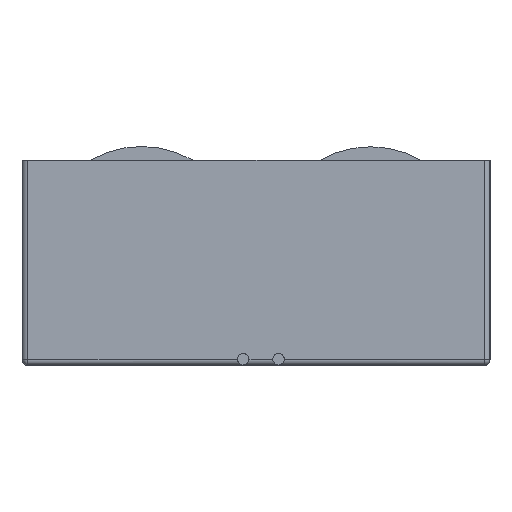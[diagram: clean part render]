
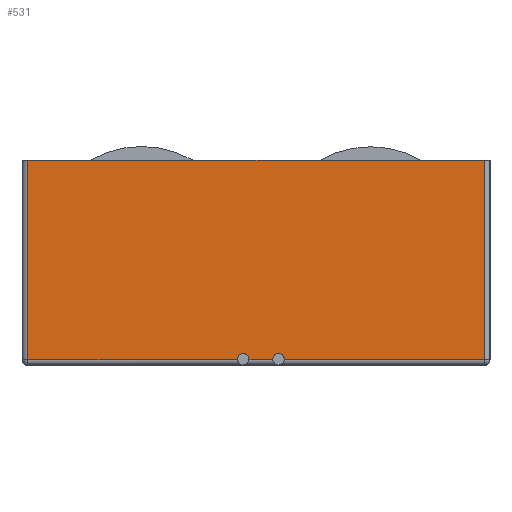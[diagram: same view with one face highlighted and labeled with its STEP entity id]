
A CAD part, left-side view. The second image highlights one B-rep face of the part: STEP entity #531.
In plain terms, the highlighted planar face has unit normal (-1, 0, 0).
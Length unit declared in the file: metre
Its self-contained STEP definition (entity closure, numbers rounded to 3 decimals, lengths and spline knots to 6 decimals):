
#34=CIRCLE('',#606,0.0005);
#35=CIRCLE('',#607,0.0005);
#94=ORIENTED_EDGE('',*,*,#234,.T.);
#95=ORIENTED_EDGE('',*,*,#235,.T.);
#96=ORIENTED_EDGE('',*,*,#236,.T.);
#97=ORIENTED_EDGE('',*,*,#237,.F.);
#98=ORIENTED_EDGE('',*,*,#238,.T.);
#99=ORIENTED_EDGE('',*,*,#239,.F.);
#100=ORIENTED_EDGE('',*,*,#240,.T.);
#101=ORIENTED_EDGE('',*,*,#241,.T.);
#234=EDGE_CURVE('',#302,#303,#352,.T.);
#235=EDGE_CURVE('',#303,#304,#353,.T.);
#236=EDGE_CURVE('',#304,#305,#354,.F.);
#237=EDGE_CURVE('',#306,#305,#34,.T.);
#238=EDGE_CURVE('',#306,#307,#355,.F.);
#239=EDGE_CURVE('',#308,#307,#35,.T.);
#240=EDGE_CURVE('',#308,#309,#356,.F.);
#241=EDGE_CURVE('',#309,#302,#357,.F.);
#302=VERTEX_POINT('',#908);
#303=VERTEX_POINT('',#909);
#304=VERTEX_POINT('',#911);
#305=VERTEX_POINT('',#913);
#306=VERTEX_POINT('',#915);
#307=VERTEX_POINT('',#917);
#308=VERTEX_POINT('',#919);
#309=VERTEX_POINT('',#921);
#352=LINE('',#907,#398);
#353=LINE('',#910,#399);
#354=LINE('',#912,#400);
#355=LINE('',#916,#401);
#356=LINE('',#920,#402);
#357=LINE('',#922,#403);
#398=VECTOR('',#714,1.);
#399=VECTOR('',#715,1.);
#400=VECTOR('',#716,1.);
#401=VECTOR('',#719,1.);
#402=VECTOR('',#722,1.);
#403=VECTOR('',#723,1.);
#421=EDGE_LOOP('',(#94,#95,#96,#97,#98,#99,#100,#101));
#465=FACE_BOUND('',#421,.T.);
#509=PLANE('',#605);
#531=ADVANCED_FACE('',(#465),#509,.T.);
#605=AXIS2_PLACEMENT_3D('',#906,#712,#713);
#606=AXIS2_PLACEMENT_3D('',#914,#717,#718);
#607=AXIS2_PLACEMENT_3D('',#918,#720,#721);
#712=DIRECTION('',(-1.,0.,0.));
#713=DIRECTION('',(0.,0.,1.));
#714=DIRECTION('',(0.,1.,0.));
#715=DIRECTION('',(0.,0.,-1.));
#716=DIRECTION('',(0.,1.,0.));
#717=DIRECTION('',(-1.,0.,0.));
#718=DIRECTION('',(0.,0.,1.));
#719=DIRECTION('',(0.,1.,0.));
#720=DIRECTION('',(-1.,0.,0.));
#721=DIRECTION('',(0.,0.,1.));
#722=DIRECTION('',(0.,1.,0.));
#723=DIRECTION('',(0.,0.,-1.));
#906=CARTESIAN_POINT('',(-0.038,0.,0.001));
#907=CARTESIAN_POINT('',(-0.038,0.,0.018));
#908=CARTESIAN_POINT('',(-0.038,-0.02,0.018));
#909=CARTESIAN_POINT('',(-0.038,0.02,0.018));
#910=CARTESIAN_POINT('',(-0.038,0.02,0.));
#911=CARTESIAN_POINT('',(-0.038,0.02,0.0005));
#912=CARTESIAN_POINT('',(-0.038,-0.0205,0.0005));
#913=CARTESIAN_POINT('',(-0.038,0.001614,0.0005));
#914=CARTESIAN_POINT('',(-0.038,0.001116,0.000541));
#915=CARTESIAN_POINT('',(-0.038,0.000618,0.0005));
#916=CARTESIAN_POINT('',(-0.038,-0.0205,0.0005));
#917=CARTESIAN_POINT('',(-0.038,-0.001476,0.0005));
#918=CARTESIAN_POINT('',(-0.038,-0.001975,0.000541));
#919=CARTESIAN_POINT('',(-0.038,-0.002473,0.0005));
#920=CARTESIAN_POINT('',(-0.038,-0.0205,0.0005));
#921=CARTESIAN_POINT('',(-0.038,-0.02,0.0005));
#922=CARTESIAN_POINT('',(-0.038,-0.02,0.001));
